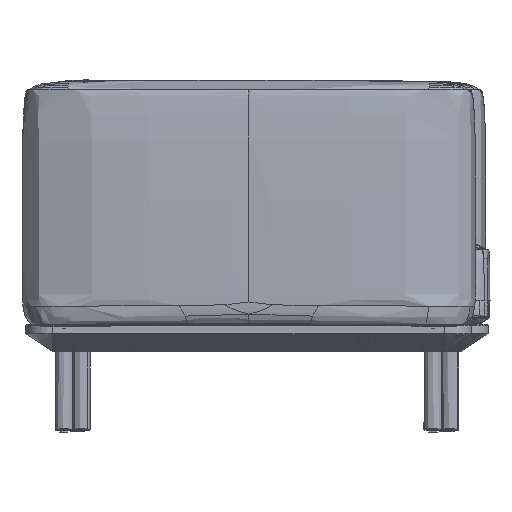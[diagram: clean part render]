
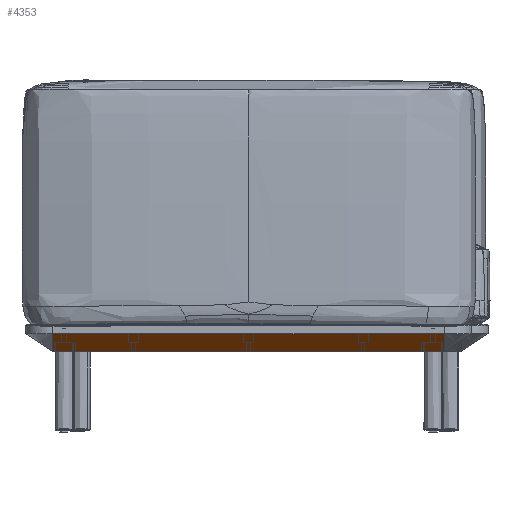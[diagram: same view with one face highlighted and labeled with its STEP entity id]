
A CAD part, left-side view. The second image highlights one B-rep face of the part: STEP entity #4353.
In plain terms, the highlighted planar face has unit normal (-0.555, 0, -0.832).
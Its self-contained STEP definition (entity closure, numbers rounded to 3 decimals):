
#4353=ADVANCED_FACE('',(#7633),#49045,.T.);
#7633=FACE_OUTER_BOUND('',#11282,.T.);
#11282=EDGE_LOOP('',(#21211,#21212,#21213,#21214));
#21211=ORIENTED_EDGE('',*,*,#32614,.T.);
#21212=ORIENTED_EDGE('',*,*,#32609,.T.);
#21213=ORIENTED_EDGE('',*,*,#32617,.T.);
#21214=ORIENTED_EDGE('',*,*,#32578,.F.);
#32578=EDGE_CURVE('',#46623,#46624,#39132,.T.);
#32609=EDGE_CURVE('',#46634,#46645,#39155,.T.);
#32614=EDGE_CURVE('',#46623,#46634,#39160,.T.);
#32617=EDGE_CURVE('',#46645,#46624,#39163,.T.);
#39132=B_SPLINE_CURVE_WITH_KNOTS('',1,(#152438,#152439),.UNSPECIFIED.,.F.,
 .F.,(2,2),(0.,870.),.UNSPECIFIED.);
#39155=B_SPLINE_CURVE_WITH_KNOTS('',1,(#152508,#152509),.UNSPECIFIED.,.F.,
 .F.,(2,2),(-870.,0.),.UNSPECIFIED.);
#39160=B_SPLINE_CURVE_WITH_KNOTS('',1,(#152518,#152519),.UNSPECIFIED.,.F.,
 .F.,(2,2),(0.,72.111),.UNSPECIFIED.);
#39163=B_SPLINE_CURVE_WITH_KNOTS('',1,(#152524,#152525),.UNSPECIFIED.,.F.,
 .F.,(2,2),(0.,72.111),.UNSPECIFIED.);
#46623=VERTEX_POINT('',#151830);
#46624=VERTEX_POINT('',#151831);
#46634=VERTEX_POINT('',#151841);
#46645=VERTEX_POINT('',#151852);
#49045=PLANE('',#50941);
#50941=AXIS2_PLACEMENT_3D('',#151265,#52170,$);
#52170=DIRECTION('',(-0.555,0.,-0.832));
#151265=CARTESIAN_POINT('',(8424.202,-130.199,226.89));
#151830=CARTESIAN_POINT('',(8490.202,-43.199,182.89));
#151831=CARTESIAN_POINT('',(8490.202,826.801,182.89));
#151841=CARTESIAN_POINT('',(8430.202,-43.199,222.89));
#151852=CARTESIAN_POINT('',(8430.202,826.801,222.89));
#152438=CARTESIAN_POINT('',(8490.202,-43.199,182.89));
#152439=CARTESIAN_POINT('',(8490.202,826.801,182.89));
#152508=CARTESIAN_POINT('',(8430.202,-43.199,222.89));
#152509=CARTESIAN_POINT('',(8430.202,826.801,222.89));
#152518=CARTESIAN_POINT('',(8490.202,-43.199,182.89));
#152519=CARTESIAN_POINT('',(8430.202,-43.199,222.89));
#152524=CARTESIAN_POINT('',(8430.202,826.801,222.89));
#152525=CARTESIAN_POINT('',(8490.202,826.801,182.89));
